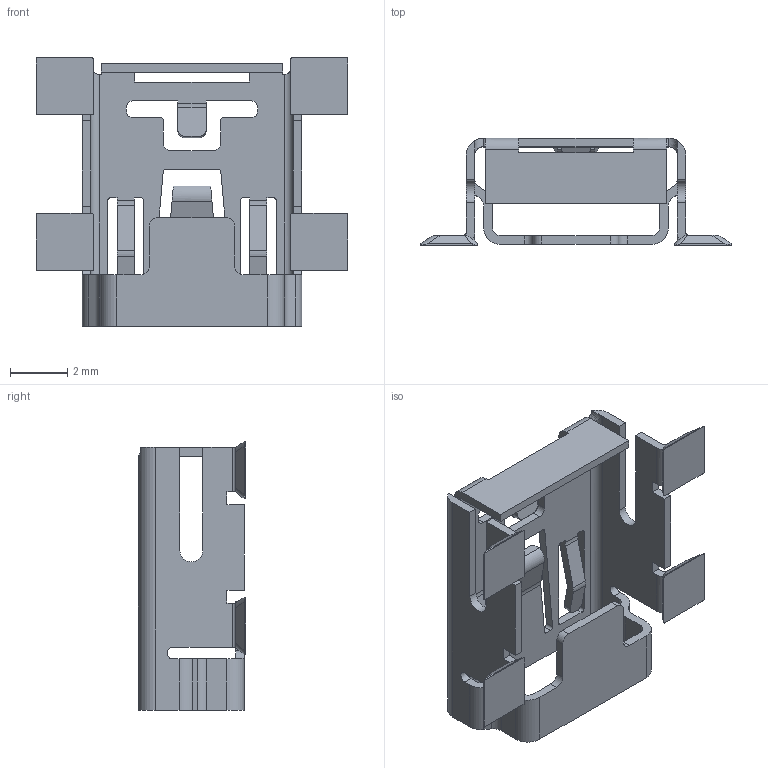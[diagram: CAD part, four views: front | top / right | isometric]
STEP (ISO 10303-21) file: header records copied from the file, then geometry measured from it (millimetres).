
FILE_DESCRIPTION (( 'STEP AP203' ), '1' );
FILE_NAME ('MINIUSBSHELL_Default_sldprt.STEP', '2024-02-04T16:43:22', ( '' ), ( '' ), 'SwSTEP 2.0', 'SolidWorks 2023', '' );
FILE_SCHEMA (( 'CONFIG_CONTROL_DESIGN' ));
Length unit declared in the file: millimetre
Products named in the file (1): MINIUSBSHELL_Default_sldprt
Bounding box: 10.9 x 3.75 x 9.4 mm (x, y, z)
Volume: 43.7 mm3; surface area: 346.4 mm2
Topology: 1 solids, 1 shells, 243 faces, 730 edges, 486 vertices
Faces by surface type: plane 145, cylinder 96, bspline 2
Entity records: 8361 total; most frequent: CARTESIAN_POINT 1864, ORIENTED_EDGE 1460, DIRECTION 1242, EDGE_CURVE 730, VERTEX_POINT 486, LINE 470, VECTOR 470, AXIS2_PLACEMENT_3D 386
